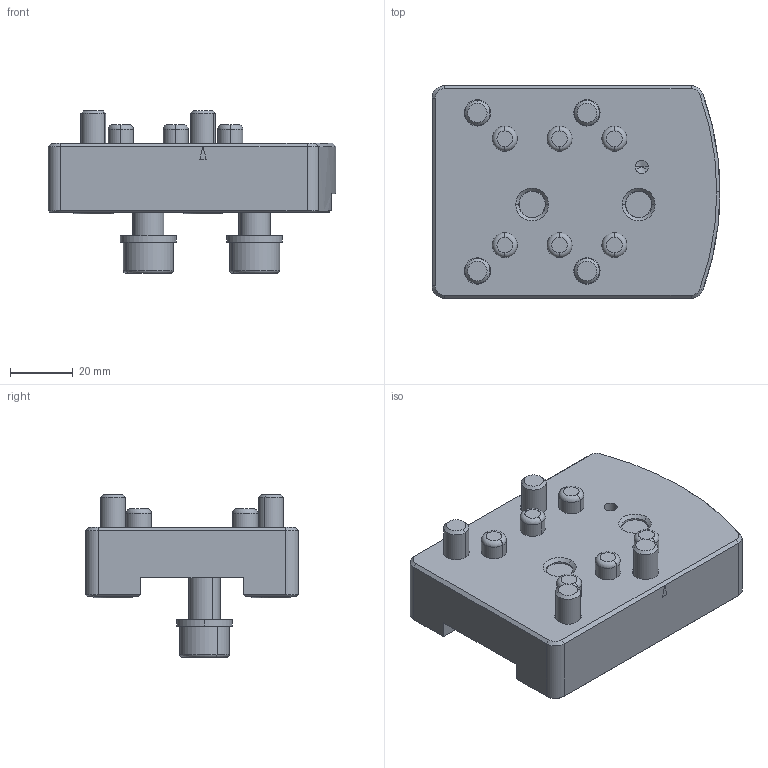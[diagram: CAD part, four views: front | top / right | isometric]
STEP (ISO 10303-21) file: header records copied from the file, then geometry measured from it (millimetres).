
FILE_DESCRIPTION(('no description'),'unknown implementation level');
FILE_NAME('C1920BCF-4AF3-41DF-8DAC-AF6B9EE9C597_export.stp',' ',('CIMSOURCE GmbH'),('CADClick - KiM GmbH - www.kimweb.de'),'unknown preprocess','ACIS','unknown authorization');
FILE_SCHEMA(('automotive_design'));
Length unit declared in the file: millimetre
Products named in the file (9): 318.240 Kaiser FKK 200|318.271 Kaiser FKK 200;Spiegeln5; 318.240 Kaiser FKK 200|693.184 Kaiser ETL �10.5_17.8L 10S_eingebaut;Rotation1; 318.240 Kaiser FKK 200|690.163 Kaiser ETL M8x25;Hex; 318.240 Kaiser FKK 200|690.105 Kaiser ETL M10 X 30A_DIN 912 M10 x 30 --- 30C;Hex
Bounding box: 92 x 68 x 52 mm (x, y, z)
Volume: 125100.1 mm3; surface area: 33317.9 mm2
Topology: 9 solids, 9 shells, 286 faces, 627 edges, 367 vertices
Faces by surface type: plane 130, cylinder 76, cone 44, torus 36
Entity records: 15116 total; most frequent: DIRECTION 1491, CARTESIAN_POINT 1292, STYLED_ITEM 1273, PRESENTATION_STYLE_ASSIGNMENT 1273, COLOUR_RGB 1273, ORIENTED_EDGE 1222, EDGE_CURVE 611, CURVE_STYLE 611
